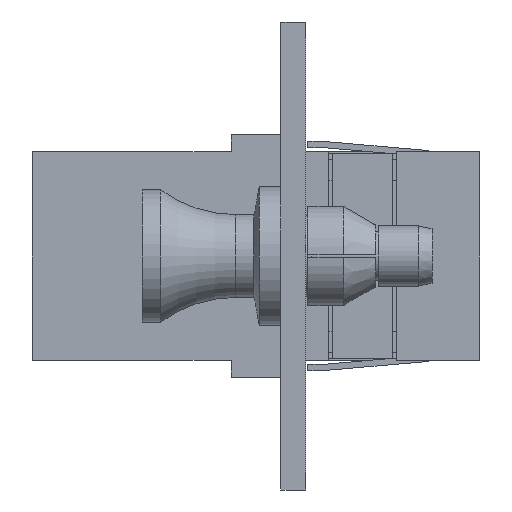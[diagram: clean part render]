
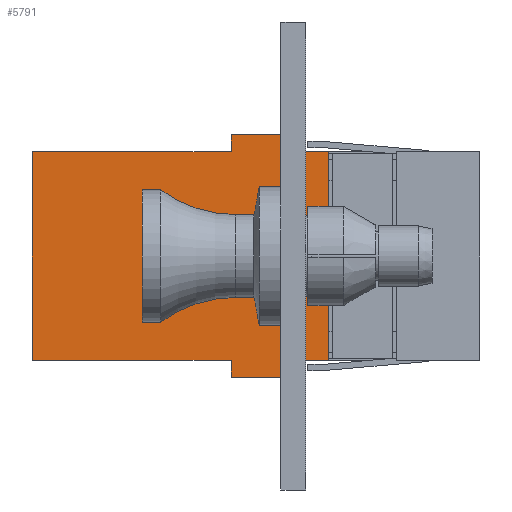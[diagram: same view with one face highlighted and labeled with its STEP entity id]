
A CAD part, left-side view. The second image highlights one B-rep face of the part: STEP entity #5791.
In plain terms, the highlighted face is planar.
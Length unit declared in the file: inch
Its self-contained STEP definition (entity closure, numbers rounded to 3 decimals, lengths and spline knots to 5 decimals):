
#94 = CARTESIAN_POINT ( 'NONE',  ( 0.1825, 0.175, 0.252 ) ) ;
#113 = DIRECTION ( 'NONE',  ( 0., 0., 1. ) ) ;
#137 = CARTESIAN_POINT ( 'NONE',  ( 0.1825, 0.175, 0.232 ) ) ;
#191 = DIRECTION ( 'NONE',  ( 0., -1., 0. ) ) ;
#395 = CARTESIAN_POINT ( 'NONE',  ( 0.1825, -0.54, -0.252 ) ) ;
#521 = LINE ( 'NONE', #6954, #6827 ) ;
#526 = LINE ( 'NONE', #979, #821 ) ;
#762 = VERTEX_POINT ( 'NONE', #7207 ) ;
#780 = ORIENTED_EDGE ( 'NONE', *, *, #4192, .F. ) ;
#821 = VECTOR ( 'NONE', #5314, 39.37008 ) ;
#911 = DIRECTION ( 'NONE',  ( 0., 0., -1. ) ) ;
#931 = DIRECTION ( 'NONE',  ( 0., -1., 0. ) ) ;
#979 = CARTESIAN_POINT ( 'NONE',  ( 0.1825, 0.06, -0.293 ) ) ;
#1025 = VECTOR ( 'NONE', #2257, 39.37008 ) ;
#1102 = EDGE_CURVE ( 'NONE', #3941, #1630, #4891, .T. ) ;
#1138 = VERTEX_POINT ( 'NONE', #4476 ) ;
#1297 = EDGE_CURVE ( 'NONE', #1138, #1630, #6046, .T. ) ;
#1316 = CARTESIAN_POINT ( 'NONE',  ( 0.1825, -0.06, 0.293 ) ) ;
#1370 = LINE ( 'NONE', #3929, #7296 ) ;
#1439 = VERTEX_POINT ( 'NONE', #94 ) ;
#1529 = AXIS2_PLACEMENT_3D ( 'NONE', #3402, #7719, #2175 ) ;
#1630 = VERTEX_POINT ( 'NONE', #7687 ) ;
#1670 = CARTESIAN_POINT ( 'NONE',  ( 0.1825, 0.06, -0.293 ) ) ;
#1722 = EDGE_CURVE ( 'NONE', #2991, #5582, #7244, .T. ) ;
#1829 = VERTEX_POINT ( 'NONE', #4833 ) ;
#1954 = ORIENTED_EDGE ( 'NONE', *, *, #7837, .T. ) ;
#2091 = EDGE_CURVE ( 'NONE', #762, #4136, #3533, .T. ) ;
#2175 = DIRECTION ( 'NONE',  ( 0., 0., 1. ) ) ;
#2205 = EDGE_CURVE ( 'NONE', #1138, #2991, #5287, .T. ) ;
#2243 = VECTOR ( 'NONE', #2632, 39.37008 ) ;
#2257 = DIRECTION ( 'NONE',  ( 0., -1., 0. ) ) ;
#2491 = EDGE_CURVE ( 'NONE', #4514, #2786, #521, .T. ) ;
#2632 = DIRECTION ( 'NONE',  ( 0., 0., -1. ) ) ;
#2702 = ORIENTED_EDGE ( 'NONE', *, *, #7635, .T. ) ;
#2755 = PLANE ( 'NONE',  #1529 ) ;
#2786 = VERTEX_POINT ( 'NONE', #4728 ) ;
#2991 = VERTEX_POINT ( 'NONE', #6818 ) ;
#3003 = ORIENTED_EDGE ( 'NONE', *, *, #5255, .T. ) ;
#3015 = CARTESIAN_POINT ( 'NONE',  ( 0.1825, 0.175, -0.252 ) ) ;
#3235 = CARTESIAN_POINT ( 'NONE',  ( 0.1825, 0.54, 0.252 ) ) ;
#3402 = CARTESIAN_POINT ( 'NONE',  ( 0.1825, 0.06, -0.293 ) ) ;
#3503 = EDGE_CURVE ( 'NONE', #1829, #7664, #526, .T. ) ;
#3521 = VECTOR ( 'NONE', #7548, 39.37008 ) ;
#3533 = LINE ( 'NONE', #1670, #1025 ) ;
#3791 = CARTESIAN_POINT ( 'NONE',  ( 0.1825, -0.06, -0.252 ) ) ;
#3845 = ORIENTED_EDGE ( 'NONE', *, *, #1102, .T. ) ;
#3846 = LINE ( 'NONE', #137, #7351 ) ;
#3929 = CARTESIAN_POINT ( 'NONE',  ( 0.1825, 0.06, 0.293 ) ) ;
#3941 = VERTEX_POINT ( 'NONE', #1316 ) ;
#4021 = VECTOR ( 'NONE', #7750, 39.37008 ) ;
#4136 = VERTEX_POINT ( 'NONE', #5824 ) ;
#4152 = DIRECTION ( 'NONE',  ( 0., 0., -1. ) ) ;
#4187 = LINE ( 'NONE', #3235, #6151 ) ;
#4192 = EDGE_CURVE ( 'NONE', #2786, #762, #7404, .T. ) ;
#4216 = DIRECTION ( 'NONE',  ( 0., 1., 0. ) ) ;
#4373 = VECTOR ( 'NONE', #4216, 39.37008 ) ;
#4476 = CARTESIAN_POINT ( 'NONE',  ( 0.1825, -0.54, 0.252 ) ) ;
#4514 = VERTEX_POINT ( 'NONE', #3015 ) ;
#4682 = LINE ( 'NONE', #6354, #2243 ) ;
#4728 = CARTESIAN_POINT ( 'NONE',  ( 0.1825, 0.06, -0.252 ) ) ;
#4833 = CARTESIAN_POINT ( 'NONE',  ( 0.1825, 0.06, 0.293 ) ) ;
#4849 = FACE_OUTER_BOUND ( 'NONE', #6956, .T. ) ;
#4856 = ORIENTED_EDGE ( 'NONE', *, *, #6185, .T. ) ;
#4889 = CARTESIAN_POINT ( 'NONE',  ( 0.1825, -0.54, 0.252 ) ) ;
#4891 = LINE ( 'NONE', #5041, #3521 ) ;
#5041 = CARTESIAN_POINT ( 'NONE',  ( 0.1825, -0.06, -0.293 ) ) ;
#5214 = DIRECTION ( 'NONE',  ( 0., -1., 0. ) ) ;
#5255 = EDGE_CURVE ( 'NONE', #1829, #3941, #1370, .T. ) ;
#5287 = LINE ( 'NONE', #5468, #6549 ) ;
#5314 = DIRECTION ( 'NONE',  ( 0., 0., -1. ) ) ;
#5415 = ORIENTED_EDGE ( 'NONE', *, *, #2091, .F. ) ;
#5468 = CARTESIAN_POINT ( 'NONE',  ( 0.1825, -0.54, 0.252 ) ) ;
#5526 = ORIENTED_EDGE ( 'NONE', *, *, #1722, .T. ) ;
#5582 = VERTEX_POINT ( 'NONE', #3791 ) ;
#5791 = ADVANCED_FACE ( 'NONE', ( #4849 ), #2755, .F. ) ;
#5821 = ORIENTED_EDGE ( 'NONE', *, *, #3503, .F. ) ;
#5824 = CARTESIAN_POINT ( 'NONE',  ( 0.1825, -0.06, -0.293 ) ) ;
#6046 = LINE ( 'NONE', #4889, #4373 ) ;
#6089 = ORIENTED_EDGE ( 'NONE', *, *, #1297, .F. ) ;
#6151 = VECTOR ( 'NONE', #5214, 39.37008 ) ;
#6185 = EDGE_CURVE ( 'NONE', #4514, #1439, #3846, .T. ) ;
#6354 = CARTESIAN_POINT ( 'NONE',  ( 0.1825, -0.06, -0.293 ) ) ;
#6460 = CARTESIAN_POINT ( 'NONE',  ( 0.1825, 0.06, 0.252 ) ) ;
#6549 = VECTOR ( 'NONE', #4152, 39.37008 ) ;
#6818 = CARTESIAN_POINT ( 'NONE',  ( 0.1825, -0.54, -0.252 ) ) ;
#6827 = VECTOR ( 'NONE', #191, 39.37008 ) ;
#6954 = CARTESIAN_POINT ( 'NONE',  ( 0.1825, 0.54, -0.252 ) ) ;
#6956 = EDGE_LOOP ( 'NONE', ( #6982, #4856, #2702, #5821, #3003, #3845, #6089, #7568, #5526, #1954, #5415, #780 ) ) ;
#6982 = ORIENTED_EDGE ( 'NONE', *, *, #2491, .F. ) ;
#7207 = CARTESIAN_POINT ( 'NONE',  ( 0.1825, 0.06, -0.293 ) ) ;
#7244 = LINE ( 'NONE', #395, #4021 ) ;
#7296 = VECTOR ( 'NONE', #931, 39.37008 ) ;
#7351 = VECTOR ( 'NONE', #113, 39.37008 ) ;
#7404 = LINE ( 'NONE', #7672, #7873 ) ;
#7548 = DIRECTION ( 'NONE',  ( 0., 0., -1. ) ) ;
#7568 = ORIENTED_EDGE ( 'NONE', *, *, #2205, .T. ) ;
#7635 = EDGE_CURVE ( 'NONE', #1439, #7664, #4187, .T. ) ;
#7664 = VERTEX_POINT ( 'NONE', #6460 ) ;
#7672 = CARTESIAN_POINT ( 'NONE',  ( 0.1825, 0.06, -0.293 ) ) ;
#7687 = CARTESIAN_POINT ( 'NONE',  ( 0.1825, -0.06, 0.252 ) ) ;
#7719 = DIRECTION ( 'NONE',  ( -1., 0., 0. ) ) ;
#7750 = DIRECTION ( 'NONE',  ( 0., 1., 0. ) ) ;
#7837 = EDGE_CURVE ( 'NONE', #5582, #4136, #4682, .T. ) ;
#7873 = VECTOR ( 'NONE', #911, 39.37008 ) ;
